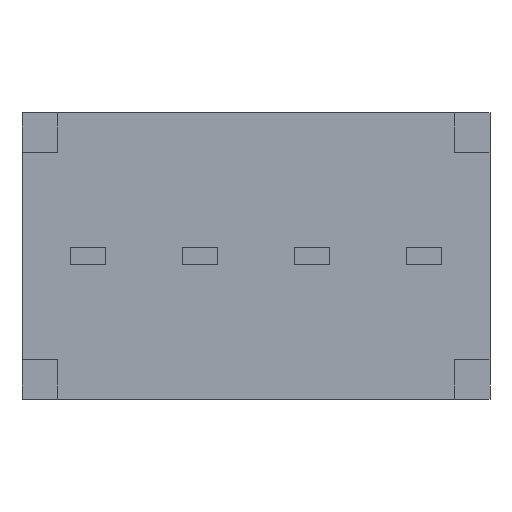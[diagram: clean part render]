
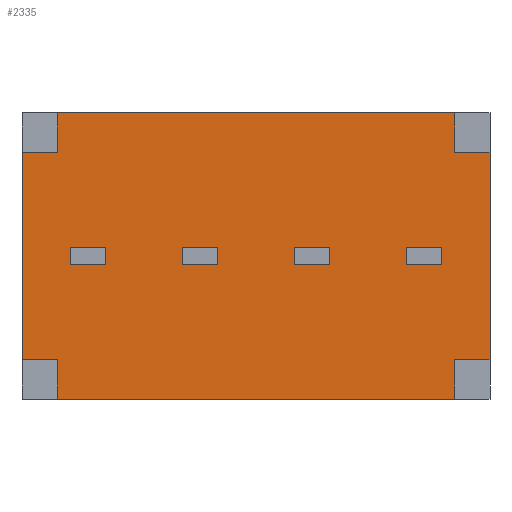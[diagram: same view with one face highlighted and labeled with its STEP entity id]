
A CAD part, front view. The second image highlights one B-rep face of the part: STEP entity #2335.
In plain terms, the highlighted planar face has unit normal (0, -1, 0).
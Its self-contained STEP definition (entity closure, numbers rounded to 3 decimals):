
#66=FACE_BOUND('',#248,.T.);
#67=FACE_BOUND('',#249,.T.);
#68=FACE_BOUND('',#250,.T.);
#69=FACE_BOUND('',#251,.T.);
#112=FACE_OUTER_BOUND('',#247,.T.);
#247=EDGE_LOOP('',(#1744,#1745,#1746,#1747,#1748,#1749,#1750,#1751,#1752,
#1753,#1754,#1755));
#248=EDGE_LOOP('',(#1756,#1757,#1758,#1759));
#249=EDGE_LOOP('',(#1760,#1761,#1762,#1763));
#250=EDGE_LOOP('',(#1764,#1765,#1766,#1767));
#251=EDGE_LOOP('',(#1768,#1769,#1770,#1771));
#386=LINE('',#3243,#683);
#425=LINE('',#3325,#722);
#473=LINE('',#3434,#770);
#487=LINE('',#3469,#784);
#506=LINE('',#3507,#803);
#509=LINE('',#3513,#806);
#510=LINE('',#3516,#807);
#511=LINE('',#3518,#808);
#512=LINE('',#3519,#809);
#513=LINE('',#3520,#810);
#514=LINE('',#3521,#811);
#515=LINE('',#3522,#812);
#516=LINE('',#3525,#813);
#517=LINE('',#3527,#814);
#518=LINE('',#3529,#815);
#519=LINE('',#3530,#816);
#520=LINE('',#3533,#817);
#521=LINE('',#3535,#818);
#522=LINE('',#3537,#819);
#523=LINE('',#3538,#820);
#524=LINE('',#3541,#821);
#525=LINE('',#3543,#822);
#526=LINE('',#3545,#823);
#527=LINE('',#3546,#824);
#528=LINE('',#3549,#825);
#529=LINE('',#3551,#826);
#530=LINE('',#3553,#827);
#531=LINE('',#3554,#828);
#683=VECTOR('',#2615,4.7);
#722=VECTOR('',#2674,9.02);
#770=VECTOR('',#2774,4.7);
#784=VECTOR('',#2804,9.02);
#803=VECTOR('',#2825,0.9);
#806=VECTOR('',#2830,0.9);
#807=VECTOR('',#2833,0.8);
#808=VECTOR('',#2834,0.8);
#809=VECTOR('',#2835,0.9);
#810=VECTOR('',#2836,0.8);
#811=VECTOR('',#2837,0.8);
#812=VECTOR('',#2838,0.9);
#813=VECTOR('',#2839,0.4);
#814=VECTOR('',#2840,0.8);
#815=VECTOR('',#2841,0.4);
#816=VECTOR('',#2842,0.8);
#817=VECTOR('',#2843,0.4);
#818=VECTOR('',#2844,0.8);
#819=VECTOR('',#2845,0.4);
#820=VECTOR('',#2846,0.8);
#821=VECTOR('',#2847,0.4);
#822=VECTOR('',#2848,0.8);
#823=VECTOR('',#2849,0.4);
#824=VECTOR('',#2850,0.8);
#825=VECTOR('',#2851,0.4);
#826=VECTOR('',#2852,0.8);
#827=VECTOR('',#2853,0.4);
#828=VECTOR('',#2854,0.8);
#980=VERTEX_POINT('',#3240);
#981=VERTEX_POINT('',#3242);
#1013=VERTEX_POINT('',#3322);
#1014=VERTEX_POINT('',#3324);
#1048=VERTEX_POINT('',#3431);
#1049=VERTEX_POINT('',#3433);
#1060=VERTEX_POINT('',#3462);
#1062=VERTEX_POINT('',#3467);
#1080=VERTEX_POINT('',#3505);
#1081=VERTEX_POINT('',#3509);
#1083=VERTEX_POINT('',#3515);
#1084=VERTEX_POINT('',#3517);
#1085=VERTEX_POINT('',#3523);
#1086=VERTEX_POINT('',#3524);
#1087=VERTEX_POINT('',#3526);
#1088=VERTEX_POINT('',#3528);
#1089=VERTEX_POINT('',#3531);
#1090=VERTEX_POINT('',#3532);
#1091=VERTEX_POINT('',#3534);
#1092=VERTEX_POINT('',#3536);
#1093=VERTEX_POINT('',#3539);
#1094=VERTEX_POINT('',#3540);
#1095=VERTEX_POINT('',#3542);
#1096=VERTEX_POINT('',#3544);
#1097=VERTEX_POINT('',#3547);
#1098=VERTEX_POINT('',#3548);
#1099=VERTEX_POINT('',#3550);
#1100=VERTEX_POINT('',#3552);
#1198=EDGE_CURVE('',#981,#980,#386,.T.);
#1240=EDGE_CURVE('',#1014,#1013,#425,.T.);
#1295=EDGE_CURVE('',#1048,#1049,#473,.T.);
#1313=EDGE_CURVE('',#1062,#1060,#487,.T.);
#1332=EDGE_CURVE('',#1013,#1080,#506,.T.);
#1335=EDGE_CURVE('',#1081,#1060,#509,.T.);
#1336=EDGE_CURVE('',#1083,#1049,#510,.T.);
#1337=EDGE_CURVE('',#1084,#1048,#511,.T.);
#1338=EDGE_CURVE('',#1014,#1084,#512,.T.);
#1339=EDGE_CURVE('',#981,#1080,#513,.T.);
#1340=EDGE_CURVE('',#980,#1081,#514,.T.);
#1341=EDGE_CURVE('',#1083,#1062,#515,.T.);
#1342=EDGE_CURVE('',#1085,#1086,#516,.T.);
#1343=EDGE_CURVE('',#1087,#1085,#517,.T.);
#1344=EDGE_CURVE('',#1088,#1087,#518,.T.);
#1345=EDGE_CURVE('',#1086,#1088,#519,.T.);
#1346=EDGE_CURVE('',#1089,#1090,#520,.T.);
#1347=EDGE_CURVE('',#1091,#1089,#521,.T.);
#1348=EDGE_CURVE('',#1092,#1091,#522,.T.);
#1349=EDGE_CURVE('',#1090,#1092,#523,.T.);
#1350=EDGE_CURVE('',#1093,#1094,#524,.T.);
#1351=EDGE_CURVE('',#1095,#1093,#525,.T.);
#1352=EDGE_CURVE('',#1096,#1095,#526,.T.);
#1353=EDGE_CURVE('',#1094,#1096,#527,.T.);
#1354=EDGE_CURVE('',#1097,#1098,#528,.T.);
#1355=EDGE_CURVE('',#1099,#1097,#529,.T.);
#1356=EDGE_CURVE('',#1100,#1099,#530,.T.);
#1357=EDGE_CURVE('',#1098,#1100,#531,.T.);
#1744=ORIENTED_EDGE('',*,*,#1336,.T.);
#1745=ORIENTED_EDGE('',*,*,#1295,.F.);
#1746=ORIENTED_EDGE('',*,*,#1337,.F.);
#1747=ORIENTED_EDGE('',*,*,#1338,.F.);
#1748=ORIENTED_EDGE('',*,*,#1240,.T.);
#1749=ORIENTED_EDGE('',*,*,#1332,.T.);
#1750=ORIENTED_EDGE('',*,*,#1339,.F.);
#1751=ORIENTED_EDGE('',*,*,#1198,.T.);
#1752=ORIENTED_EDGE('',*,*,#1340,.T.);
#1753=ORIENTED_EDGE('',*,*,#1335,.T.);
#1754=ORIENTED_EDGE('',*,*,#1313,.F.);
#1755=ORIENTED_EDGE('',*,*,#1341,.F.);
#1756=ORIENTED_EDGE('',*,*,#1342,.F.);
#1757=ORIENTED_EDGE('',*,*,#1343,.F.);
#1758=ORIENTED_EDGE('',*,*,#1344,.F.);
#1759=ORIENTED_EDGE('',*,*,#1345,.F.);
#1760=ORIENTED_EDGE('',*,*,#1346,.F.);
#1761=ORIENTED_EDGE('',*,*,#1347,.F.);
#1762=ORIENTED_EDGE('',*,*,#1348,.F.);
#1763=ORIENTED_EDGE('',*,*,#1349,.F.);
#1764=ORIENTED_EDGE('',*,*,#1350,.F.);
#1765=ORIENTED_EDGE('',*,*,#1351,.F.);
#1766=ORIENTED_EDGE('',*,*,#1352,.F.);
#1767=ORIENTED_EDGE('',*,*,#1353,.F.);
#1768=ORIENTED_EDGE('',*,*,#1354,.F.);
#1769=ORIENTED_EDGE('',*,*,#1355,.F.);
#1770=ORIENTED_EDGE('',*,*,#1356,.F.);
#1771=ORIENTED_EDGE('',*,*,#1357,.F.);
#2212=PLANE('',#2490);
#2335=ADVANCED_FACE('',(#112,#66,#67,#68,#69),#2212,.T.);
#2490=AXIS2_PLACEMENT_3D('',#3514,#2831,#2832);
#2615=DIRECTION('',(0.,0.,1.));
#2674=DIRECTION('',(1.,0.,0.));
#2774=DIRECTION('',(0.,0.,1.));
#2804=DIRECTION('',(1.,0.,0.));
#2825=DIRECTION('',(0.,0.,1.));
#2830=DIRECTION('',(0.,0.,1.));
#2831=DIRECTION('center_axis',(0.,-1.,0.));
#2832=DIRECTION('ref_axis',(0.,0.,1.));
#2833=DIRECTION('',(-1.,0.,0.));
#2834=DIRECTION('',(-1.,0.,0.));
#2835=DIRECTION('',(0.,0.,1.));
#2836=DIRECTION('',(-1.,0.,0.));
#2837=DIRECTION('',(-1.,0.,0.));
#2838=DIRECTION('',(0.,0.,1.));
#2839=DIRECTION('',(0.,0.,-1.));
#2840=DIRECTION('',(-1.,0.,0.));
#2841=DIRECTION('',(0.,0.,1.));
#2842=DIRECTION('',(1.,0.,0.));
#2843=DIRECTION('',(0.,0.,-1.));
#2844=DIRECTION('',(-1.,0.,0.));
#2845=DIRECTION('',(0.,0.,1.));
#2846=DIRECTION('',(1.,0.,0.));
#2847=DIRECTION('',(0.,0.,-1.));
#2848=DIRECTION('',(-1.,0.,0.));
#2849=DIRECTION('',(0.,0.,1.));
#2850=DIRECTION('',(1.,0.,0.));
#2851=DIRECTION('',(0.,0.,-1.));
#2852=DIRECTION('',(-1.,0.,0.));
#2853=DIRECTION('',(0.,0.,1.));
#2854=DIRECTION('',(1.,0.,0.));
#3240=CARTESIAN_POINT('',(5.31,-2.5,-0.9));
#3242=CARTESIAN_POINT('',(5.31,-2.5,-5.6));
#3243=CARTESIAN_POINT('',(5.31,-2.5,-5.6));
#3322=CARTESIAN_POINT('',(4.51,-2.5,-6.5));
#3324=CARTESIAN_POINT('',(-4.51,-2.5,-6.5));
#3325=CARTESIAN_POINT('',(-4.51,-2.5,-6.5));
#3431=CARTESIAN_POINT('',(-5.31,-2.5,-5.6));
#3433=CARTESIAN_POINT('',(-5.31,-2.5,-0.9));
#3434=CARTESIAN_POINT('',(-5.31,-2.5,-5.6));
#3462=CARTESIAN_POINT('',(4.51,-2.5,0.));
#3467=CARTESIAN_POINT('',(-4.51,-2.5,0.));
#3469=CARTESIAN_POINT('',(-4.51,-2.5,0.));
#3505=CARTESIAN_POINT('',(4.51,-2.5,-5.6));
#3507=CARTESIAN_POINT('',(4.51,-2.5,-6.5));
#3509=CARTESIAN_POINT('',(4.51,-2.5,-0.9));
#3513=CARTESIAN_POINT('',(4.51,-2.5,-0.9));
#3514=CARTESIAN_POINT('Origin',(5.31,-2.5,-5.6));
#3515=CARTESIAN_POINT('',(-4.51,-2.5,-0.9));
#3516=CARTESIAN_POINT('',(-4.51,-2.5,-0.9));
#3517=CARTESIAN_POINT('',(-4.51,-2.5,-5.6));
#3518=CARTESIAN_POINT('',(-4.51,-2.5,-5.6));
#3519=CARTESIAN_POINT('',(-4.51,-2.5,-6.5));
#3520=CARTESIAN_POINT('',(5.31,-2.5,-5.6));
#3521=CARTESIAN_POINT('',(5.31,-2.5,-0.9));
#3522=CARTESIAN_POINT('',(-4.51,-2.5,-0.9));
#3523=CARTESIAN_POINT('',(-4.21,-2.5,-3.05));
#3524=CARTESIAN_POINT('',(-4.21,-2.5,-3.45));
#3525=CARTESIAN_POINT('',(-4.21,-2.5,-3.05));
#3526=CARTESIAN_POINT('',(-3.41,-2.5,-3.05));
#3527=CARTESIAN_POINT('',(-3.41,-2.5,-3.05));
#3528=CARTESIAN_POINT('',(-3.41,-2.5,-3.45));
#3529=CARTESIAN_POINT('',(-3.41,-2.5,-3.45));
#3530=CARTESIAN_POINT('',(-4.21,-2.5,-3.45));
#3531=CARTESIAN_POINT('',(-1.67,-2.5,-3.05));
#3532=CARTESIAN_POINT('',(-1.67,-2.5,-3.45));
#3533=CARTESIAN_POINT('',(-1.67,-2.5,-3.05));
#3534=CARTESIAN_POINT('',(-0.87,-2.5,-3.05));
#3535=CARTESIAN_POINT('',(-0.87,-2.5,-3.05));
#3536=CARTESIAN_POINT('',(-0.87,-2.5,-3.45));
#3537=CARTESIAN_POINT('',(-0.87,-2.5,-3.45));
#3538=CARTESIAN_POINT('',(-1.67,-2.5,-3.45));
#3539=CARTESIAN_POINT('',(0.87,-2.5,-3.05));
#3540=CARTESIAN_POINT('',(0.87,-2.5,-3.45));
#3541=CARTESIAN_POINT('',(0.87,-2.5,-3.05));
#3542=CARTESIAN_POINT('',(1.67,-2.5,-3.05));
#3543=CARTESIAN_POINT('',(1.67,-2.5,-3.05));
#3544=CARTESIAN_POINT('',(1.67,-2.5,-3.45));
#3545=CARTESIAN_POINT('',(1.67,-2.5,-3.45));
#3546=CARTESIAN_POINT('',(0.87,-2.5,-3.45));
#3547=CARTESIAN_POINT('',(3.41,-2.5,-3.05));
#3548=CARTESIAN_POINT('',(3.41,-2.5,-3.45));
#3549=CARTESIAN_POINT('',(3.41,-2.5,-3.05));
#3550=CARTESIAN_POINT('',(4.21,-2.5,-3.05));
#3551=CARTESIAN_POINT('',(4.21,-2.5,-3.05));
#3552=CARTESIAN_POINT('',(4.21,-2.5,-3.45));
#3553=CARTESIAN_POINT('',(4.21,-2.5,-3.45));
#3554=CARTESIAN_POINT('',(3.41,-2.5,-3.45));
